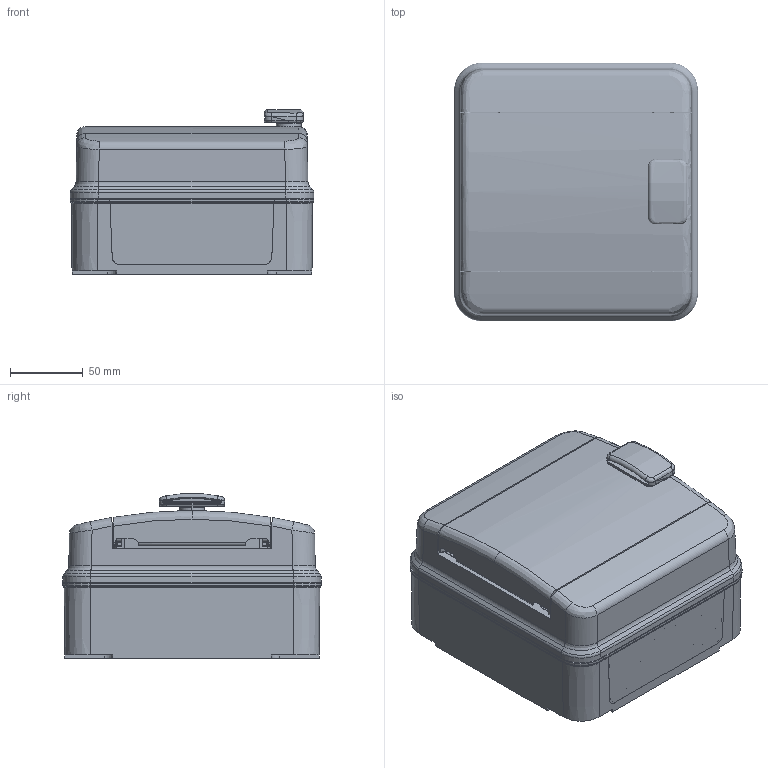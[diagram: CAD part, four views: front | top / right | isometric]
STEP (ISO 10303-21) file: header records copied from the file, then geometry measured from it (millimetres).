
FILE_DESCRIPTION (( 'STEP AP214' ), '1' );
FILE_NAME ('Box6.STEP', '2023-04-12T11:58:59', ( '' ), ( '' ), 'SwSTEP 2.0', 'SolidWorks 2021', '' );
FILE_SCHEMA (( 'AUTOMOTIVE_DESIGN' ));
Length unit declared in the file: millimetre
Products named in the file (21): Clamp 8 M12; Corps 6 M9_膋垣卿; Latch 8 M12; Handle 8 M12_▼ｧ 燿皹ｮ爼ｨ; Double Injection Plug 8 M12; Clown 8 M12_▼ｧ ｧ鬣ｫｪｨ; Hinge top 8 M12; TK-116_OMKH65-08.04.01 Double Injection Plug 8_190214; DIN-ðåéêà L=132; Cover 6 Ì9_ãª«®­ë; Plate 6uc_160215; 190214_Plug plastic 8 M12; Hinge bottom 8 M12; 190214_Plug TEP 8 M12_1; Slider 8 M12_2; Spaser 8 M12; Door 6 Ì9_ãª«®­ë; Zaglushka 8 M12; Screw 8 M12; Ñàìîðåç 3,9õ11; Box6
Assembly tree (32 placements, depth 4):
  Box6
    Cover 6 Ì9_ãª«®­ë
    Corps 6 M9_膋垣卿
    Hinge top 8 M12
    Door 6 Ì9_ãª«®­ë
    Handle 8 M12_▼ｧ 燿皹ｮ爼ｨ
    Hinge bottom 8 M12
    Double Injection Plug 8 M12  x2
      TK-116_OMKH65-08.04.01 Double Injection Plug 8_190214
        190214_Plug plastic 8 M12
        190214_Plug TEP 8 M12_1
    Plate 6uc_160215  x2
    Zaglushka 8 M12  x4
    DIN-ðåéêà L=132
    Ñàìîðåç 3,9õ11  x3
    Clown 8 M12_▼ｧ ｧ鬣ｫｪｨ
    Spaser 8 M12
    Latch 8 M12
    Screw 8 M12  x4
    Slider 8 M12_2  x2
    Clamp 8 M12  x2
Bounding box: 168 x 178 x 113.73 mm (x, y, z)
Volume: 463918.9 mm3; surface area: 466776.6 mm2
Topology: 31 solids, 31 shells, 4517 faces, 11690 edges, 7533 vertices
Faces by surface type: plane 2252, cylinder 766, bspline 672, cone 590, torus 233, sphere 4
Entity records: 152885 total; most frequent: CARTESIAN_POINT 66940, ORIENTED_EDGE 19020, DIRECTION 14830, EDGE_CURVE 9510, VERTEX_POINT 6131, LINE 5190, VECTOR 5190, AXIS2_PLACEMENT_3D 4820
